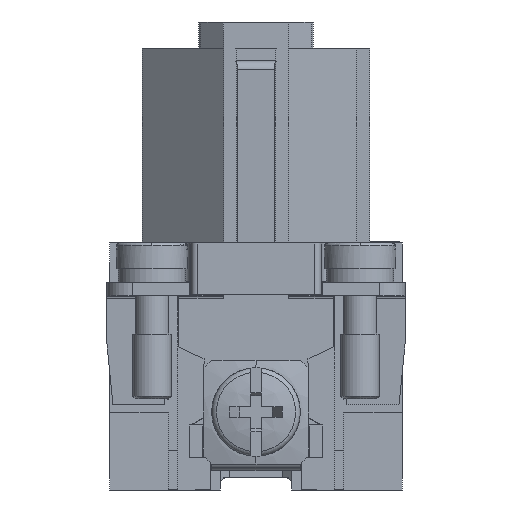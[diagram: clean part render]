
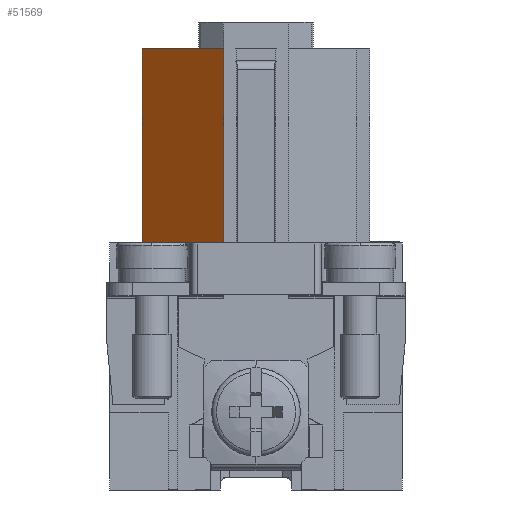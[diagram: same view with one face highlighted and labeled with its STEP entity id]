
A CAD part, left-side view. The second image highlights one B-rep face of the part: STEP entity #51569.
In plain terms, the highlighted planar face has unit normal (-0.736, 0.677, 0).
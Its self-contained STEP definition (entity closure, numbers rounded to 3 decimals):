
#11273=CARTESIAN_POINT('',(-27.5,2.5,0.0));
#11274=VERTEX_POINT('',#11273);
#11281=CARTESIAN_POINT('',(-21.75,8.75,0.0));
#11282=VERTEX_POINT('',#11281);
#11283=CARTESIAN_POINT('',(-21.75,8.75,0.0));
#11284=DIRECTION('',(-0.677,-0.736,0.0));
#11285=VECTOR('',#11284,8.493);
#11286=LINE('',#11283,#11285);
#11287=EDGE_CURVE('',#11282,#11274,#11286,.T.);
#28523=CARTESIAN_POINT('',(-21.75,8.75,15.0));
#28524=VERTEX_POINT('',#28523);
#28531=CARTESIAN_POINT('',(-27.5,2.5,15.0));
#28532=VERTEX_POINT('',#28531);
#28533=CARTESIAN_POINT('',(-27.5,2.5,15.0));
#28534=DIRECTION('',(0.677,0.736,0.0));
#28535=VECTOR('',#28534,8.493);
#28536=LINE('',#28533,#28535);
#28537=EDGE_CURVE('',#28532,#28524,#28536,.T.);
#51304=CARTESIAN_POINT('',(-21.75,8.75,0.0));
#51305=DIRECTION('',(0.0,0.0,1.0));
#51306=VECTOR('',#51305,15.0);
#51307=LINE('',#51304,#51306);
#51308=EDGE_CURVE('',#11282,#28524,#51307,.T.);
#51495=CARTESIAN_POINT('',(-27.5,2.5,0.0));
#51496=DIRECTION('',(0.0,0.0,1.0));
#51497=VECTOR('',#51496,15.0);
#51498=LINE('',#51495,#51497);
#51499=EDGE_CURVE('',#11274,#28532,#51498,.T.);
#51558=CARTESIAN_POINT('',(-27.5,2.5,0.0));
#51559=DIRECTION('',(-0.736,0.677,0.0));
#51560=DIRECTION('',(0.0,0.0,1.0));
#51561=AXIS2_PLACEMENT_3D('',#51558,#51559,#51560);
#51562=PLANE('',#51561);
#51563=ORIENTED_EDGE('',*,*,#28537,.T.);
#51564=ORIENTED_EDGE('',*,*,#51308,.F.);
#51565=ORIENTED_EDGE('',*,*,#11287,.T.);
#51566=ORIENTED_EDGE('',*,*,#51499,.T.);
#51567=EDGE_LOOP('',(#51563,#51564,#51565,#51566));
#51568=FACE_OUTER_BOUND('',#51567,.T.);
#51569=ADVANCED_FACE('',(#51568),#51562,.T.);
